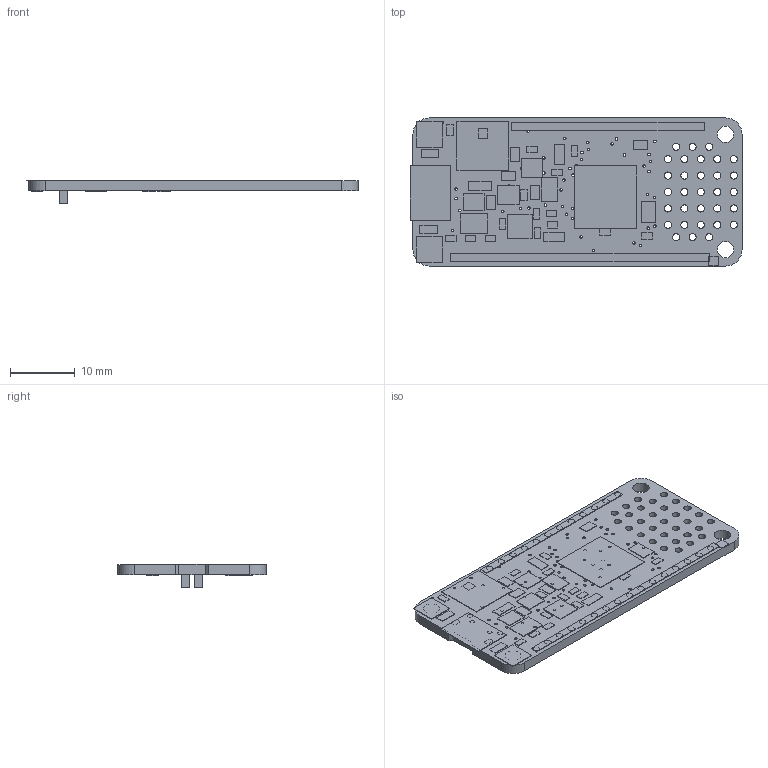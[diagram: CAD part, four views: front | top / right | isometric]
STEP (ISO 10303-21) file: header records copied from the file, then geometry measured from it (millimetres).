
FILE_DESCRIPTION(/* description */ (''),/* implementation_level */ '2;1');
FILE_NAME(/* name */ '52d37171-7a4f-4c65-9f7a-138adbeb6686.stp',/* time_stamp */ '2024-03-10T14:57:14Z',/* author */ (''),/* organization */ (''),/* preprocessor_version */ 'ST-DEVELOPER v20',/* originating_system */ 'Autodesk Translation Framework v12.20.1.177',/* authorisation */ '');
FILE_SCHEMA (('AUTOMOTIVE_DESIGN { 1 0 10303 214 3 1 1 }'));
Length unit declared in the file: millimetre
Products named in the file (26): 52d37171-7a4f-4c65-9f7a-138adbeb6686; PCB Component; Board; 10uF; 1uF; ORANGE; FIDUCIAL_1MM; KMR2; MOUNTINGHOLE2.5; microUSB; MCP73831T-2ACI/OT; 1X16_ROUND; JSTPH; 1X12_ROUND; 32.768; TESTPOINT_ROUND_1.5MM; PCBFEAT-REV-040; WS2812B3535; 2MB Flash; MBR120; DMG341; 100K; SOLDERJUMPER_CLOSEDWIRE; TPB1,27; ATSAMD51J; 10uH
Assembly tree (49 placements, depth 3):
  52d37171-7a4f-4c65-9f7a-138adbeb6686
    PCB Component
      Board
      10uF  x5
      1uF  x15
      ORANGE  x2
      FIDUCIAL_1MM  x2
      KMR2
      MOUNTINGHOLE2.5  x2
      microUSB
      MCP73831T-2ACI/OT  x2
      1X16_ROUND
      JSTPH
      1X12_ROUND
      32.768
      TESTPOINT_ROUND_1.5MM  x2
      PCBFEAT-REV-040
      WS2812B3535
      2MB Flash
      MBR120
      DMG341
      100K
      SOLDERJUMPER_CLOSEDWIRE
      TPB1,27  x2
      ATSAMD51J
      10uH
Bounding box: 51.26 x 22.86 x 3.69 mm (x, y, z)
Volume: 1734.4 mm3; surface area: 3921.1 mm2
Topology: 48 solids, 48 shells, 443 faces, 1041 edges, 694 vertices
Faces by surface type: plane 298, cylinder 145
Full cylindrical faces by diameter (mm): 0.394 x32, 0.4 x34, 0.7 x2, 0.8 x2, 1 x28, 1.1 x31, 2.5 x2, 2.54 x2
Entity records: 10785 total; most frequent: DIRECTION 1791, CARTESIAN_POINT 1629, ORIENTED_EDGE 1506, EDGE_CURVE 753, AXIS2_PLACEMENT_3D 664, EDGE_LOOP 569, VERTEX_POINT 502, LINE 463
